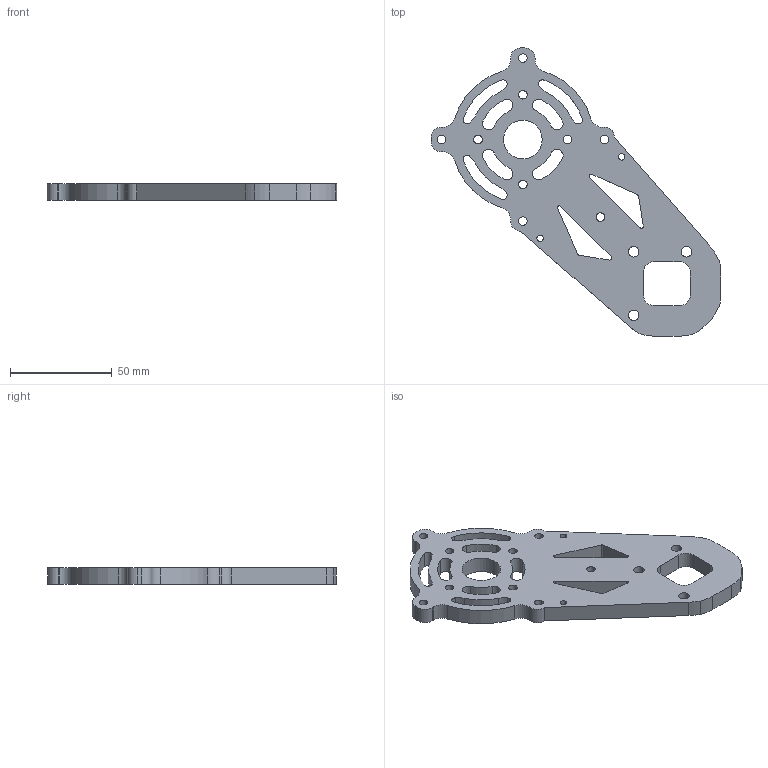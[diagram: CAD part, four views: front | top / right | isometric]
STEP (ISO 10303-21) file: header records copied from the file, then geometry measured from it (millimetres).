
FILE_DESCRIPTION (( 'STEP AP214' ), '1' );
FILE_NAME ('croix-motuer.STEP', '2020-04-05T21:53:52', ( '' ), ( '' ), 'SwSTEP 2.0', 'SolidWorks 2019', '' );
FILE_SCHEMA (( 'AUTOMOTIVE_DESIGN' ));
Length unit declared in the file: millimetre
Products named in the file (1): croix-motuer
Bounding box: 142.21 x 141.46 x 8 mm (x, y, z)
Volume: 58441.4 mm3; surface area: 24911.2 mm2
Topology: 1 solids, 1 shells, 129 faces, 381 edges, 254 vertices
Faces by surface type: cylinder 105, plane 24
Entity records: 4559 total; most frequent: DIRECTION 851, CARTESIAN_POINT 765, ORIENTED_EDGE 762, EDGE_CURVE 381, AXIS2_PLACEMENT_3D 340, VERTEX_POINT 254, CIRCLE 210, EDGE_LOOP 179
